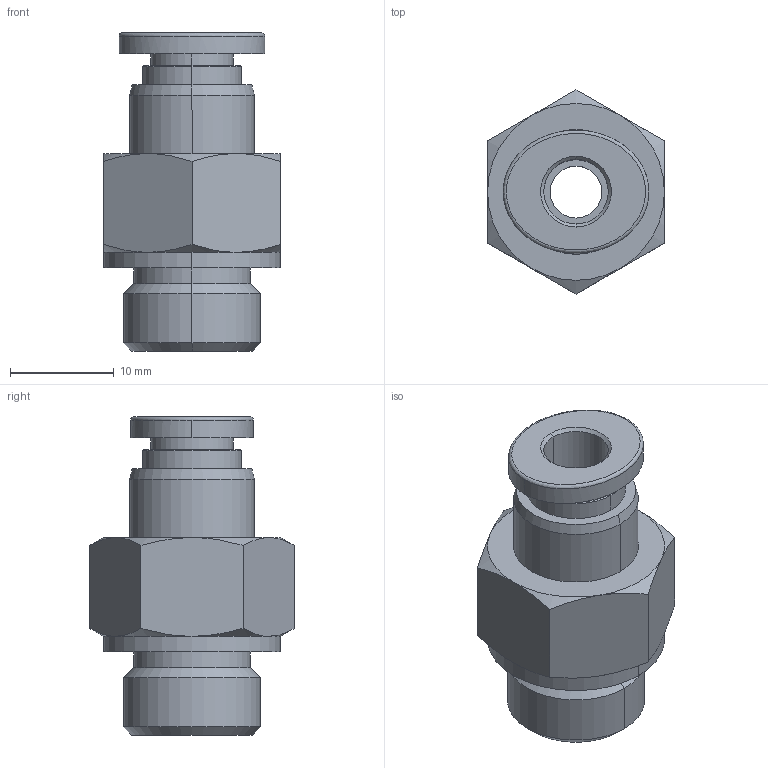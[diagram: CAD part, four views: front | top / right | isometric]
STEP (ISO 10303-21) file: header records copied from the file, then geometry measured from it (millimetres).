
FILE_DESCRIPTION((''),'2;1');
FILE_NAME('PCVC 06-G02.stp','2017-07-24T11:41:09',(''),(''),'Mechanical Desktop 2009','Mechanical Desktop 2009',', , ');
FILE_SCHEMA(('CONFIG_CONTROL_DESIGN'));
Length unit declared in the file: millimetre
Products named in the file (4): PCVC 06-G02; PART1; COLLAR-C06; ~PART1
Assembly tree (3 placements, depth 3):
  PCVC 06-G02
    PART1
    COLLAR-C06
      ~PART1
Bounding box: 17 x 19.63 x 30.6 mm (x, y, z)
Volume: 4050 mm3; surface area: 2648.3 mm2
Topology: 2 solids, 2 shells, 64 faces, 135 edges, 80 vertices
Faces by surface type: cone 26, cylinder 18, plane 15, bspline 3, torus 2
Entity records: 2059 total; most frequent: CARTESIAN_POINT 579, DIRECTION 306, ORIENTED_EDGE 270, EDGE_CURVE 135, AXIS2_PLACEMENT_3D 133, VERTEX_POINT 80, EDGE_LOOP 73, CIRCLE 66
